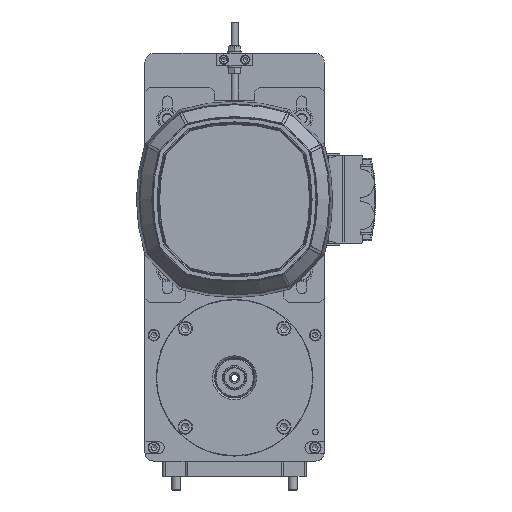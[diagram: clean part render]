
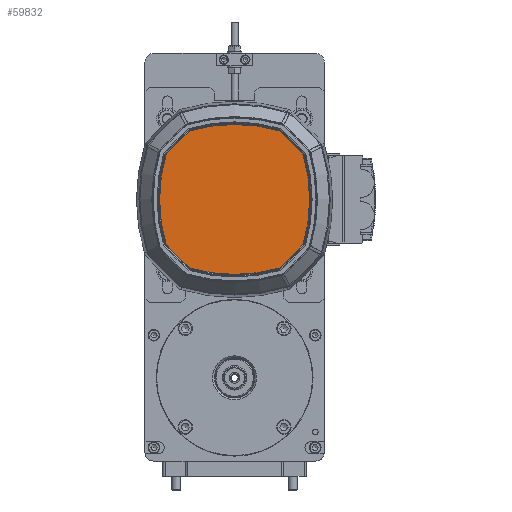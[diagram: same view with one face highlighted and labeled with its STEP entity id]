
A CAD part, left-side view. The second image highlights one B-rep face of the part: STEP entity #59832.
In plain terms, the highlighted planar face has unit normal (-1, 0, 0).
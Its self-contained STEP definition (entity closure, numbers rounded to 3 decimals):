
#8543=PLANE('',#63664);
#18002=ORIENTED_EDGE('',*,*,#27133,.T.);
#18003=ORIENTED_EDGE('',*,*,#27127,.T.);
#18004=ORIENTED_EDGE('',*,*,#27129,.T.);
#18005=ORIENTED_EDGE('',*,*,#27135,.T.);
#18006=ORIENTED_EDGE('',*,*,#27141,.T.);
#18007=ORIENTED_EDGE('',*,*,#27147,.T.);
#18008=ORIENTED_EDGE('',*,*,#27145,.T.);
#18009=ORIENTED_EDGE('',*,*,#27139,.T.);
#27127=EDGE_CURVE('',#32879,#32882,#36385,.T.);
#27129=EDGE_CURVE('',#32882,#32884,#36386,.T.);
#27133=EDGE_CURVE('',#32885,#32879,#36389,.T.);
#27135=EDGE_CURVE('',#32884,#32888,#36390,.T.);
#27139=EDGE_CURVE('',#32889,#32885,#36393,.T.);
#27141=EDGE_CURVE('',#32888,#32892,#36394,.T.);
#27145=EDGE_CURVE('',#32893,#32889,#36397,.T.);
#27147=EDGE_CURVE('',#32892,#32893,#36399,.T.);
#32879=VERTEX_POINT('',#95599);
#32882=VERTEX_POINT('',#95612);
#32884=VERTEX_POINT('',#95624);
#32885=VERTEX_POINT('',#95636);
#32888=VERTEX_POINT('',#95651);
#32889=VERTEX_POINT('',#95663);
#32892=VERTEX_POINT('',#95677);
#32893=VERTEX_POINT('',#95689);
#36385=CIRCLE('',#63626,178.172);
#36386=CIRCLE('',#63628,298.172);
#36389=CIRCLE('',#63632,298.172);
#36390=CIRCLE('',#63634,178.172);
#36393=CIRCLE('',#63638,178.172);
#36394=CIRCLE('',#63640,298.172);
#36397=CIRCLE('',#63644,298.172);
#36399=CIRCLE('',#63647,178.172);
#39135=EDGE_LOOP('',(#18002,#18003,#18004,#18005,#18006,#18007,#18008,#18009));
#42373=FACE_BOUND('',#39135,.T.);
#59832=ADVANCED_FACE('',(#42373),#8543,.T.);
#63626=AXIS2_PLACEMENT_3D('',#95613,#72667,#72668);
#63628=AXIS2_PLACEMENT_3D('',#95625,#72671,#72672);
#63632=AXIS2_PLACEMENT_3D('',#95639,#72679,#72680);
#63634=AXIS2_PLACEMENT_3D('',#95652,#72683,#72684);
#63638=AXIS2_PLACEMENT_3D('',#95666,#72691,#72692);
#63640=AXIS2_PLACEMENT_3D('',#95678,#72695,#72696);
#63644=AXIS2_PLACEMENT_3D('',#95692,#72703,#72704);
#63647=AXIS2_PLACEMENT_3D('',#95695,#72709,#72710);
#63664=AXIS2_PLACEMENT_3D('',#95808,#72743,#72744);
#72667=DIRECTION('',(-1.,0.,0.));
#72668=DIRECTION('',(0.,0.,-1.));
#72671=DIRECTION('',(-1.,0.,0.));
#72672=DIRECTION('',(0.,0.,-1.));
#72679=DIRECTION('',(-1.,0.,0.));
#72680=DIRECTION('',(0.,0.,-1.));
#72683=DIRECTION('',(-1.,0.,0.));
#72684=DIRECTION('',(0.,0.,-1.));
#72691=DIRECTION('',(-1.,0.,0.));
#72692=DIRECTION('',(0.,0.,-1.));
#72695=DIRECTION('',(-1.,0.,0.));
#72696=DIRECTION('',(0.,0.,-1.));
#72703=DIRECTION('',(-1.,0.,0.));
#72704=DIRECTION('',(0.,0.,-1.));
#72709=DIRECTION('',(-1.,0.,0.));
#72710=DIRECTION('',(0.,0.,-1.));
#72743=DIRECTION('',(-1.,0.,0.));
#72744=DIRECTION('',(0.,0.,-1.));
#95599=CARTESIAN_POINT('',(-629.5,76.654,343.513));
#95612=CARTESIAN_POINT('',(-629.5,76.654,244.487));
#95613=CARTESIAN_POINT('',(-629.5,-94.5,294.));
#95624=CARTESIAN_POINT('',(-629.5,49.513,217.346));
#95625=CARTESIAN_POINT('',(-629.5,-147.319,441.319));
#95636=CARTESIAN_POINT('',(-629.5,49.513,370.654));
#95639=CARTESIAN_POINT('',(-629.5,-147.319,146.681));
#95651=CARTESIAN_POINT('',(-629.5,-49.513,217.346));
#95652=CARTESIAN_POINT('',(-629.5,0.,388.5));
#95663=CARTESIAN_POINT('',(-629.5,-49.513,370.654));
#95666=CARTESIAN_POINT('',(-629.5,0.,199.5));
#95677=CARTESIAN_POINT('',(-629.5,-76.654,244.487));
#95678=CARTESIAN_POINT('',(-629.5,147.319,441.319));
#95689=CARTESIAN_POINT('',(-629.5,-76.654,343.513));
#95692=CARTESIAN_POINT('',(-629.5,147.319,146.681));
#95695=CARTESIAN_POINT('',(-629.5,94.5,294.));
#95808=CARTESIAN_POINT('',(-629.5,73.659,414.909));
